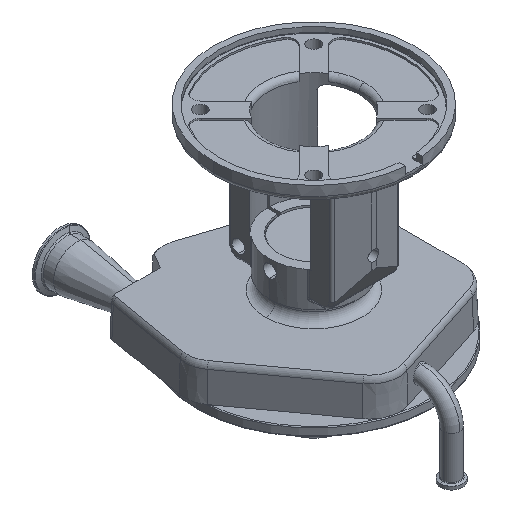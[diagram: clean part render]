
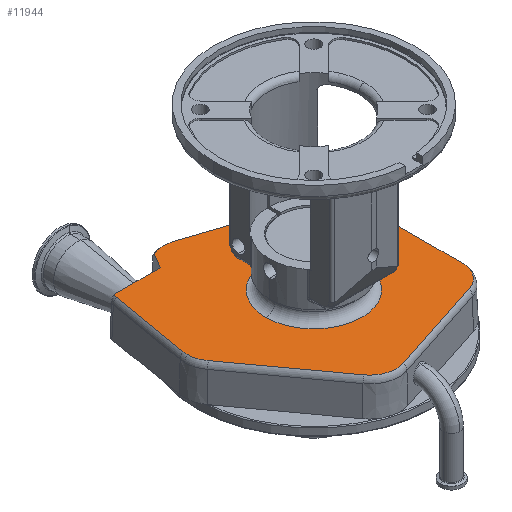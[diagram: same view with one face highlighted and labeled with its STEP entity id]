
A CAD part, isometric view. The second image highlights one B-rep face of the part: STEP entity #11944.
In plain terms, the highlighted planar face has unit normal (0, 0, 1).
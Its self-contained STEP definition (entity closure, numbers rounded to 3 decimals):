
#9 = CIRCLE ( 'NONE', #1839, 31.169 ) ;
#55 = CARTESIAN_POINT ( 'NONE',  ( -56.311, 126.782, -189. ) ) ;
#58 = VECTOR ( 'NONE', #11569, 1000. ) ;
#85 = DIRECTION ( 'NONE',  ( 1., 0., 0. ) ) ;
#791 = CARTESIAN_POINT ( 'NONE',  ( -113.59, 104.914, -189. ) ) ;
#860 = VECTOR ( 'NONE', #7391, 1000. ) ;
#868 = CARTESIAN_POINT ( 'NONE',  ( -42.176, 98.881, -189. ) ) ;
#904 = LINE ( 'NONE', #12654, #11320 ) ;
#938 = CIRCLE ( 'NONE', #2529, 55. ) ;
#1143 = VERTEX_POINT ( 'NONE', #12872 ) ;
#1305 = VERTEX_POINT ( 'NONE', #12391 ) ;
#1329 = DIRECTION ( 'NONE',  ( -0.588, 0.809, 0. ) ) ;
#1360 = VECTOR ( 'NONE', #11036, 1000. ) ;
#1465 = ORIENTED_EDGE ( 'NONE', *, *, #6000, .F. ) ;
#1575 = AXIS2_PLACEMENT_3D ( 'NONE', #5783, #13371, #10050 ) ;
#1682 = ORIENTED_EDGE ( 'NONE', *, *, #4096, .F. ) ;
#1839 = AXIS2_PLACEMENT_3D ( 'NONE', #868, #7361, #12834 ) ;
#1849 = EDGE_CURVE ( 'NONE', #1887, #7098, #2409, .T. ) ;
#1887 = VERTEX_POINT ( 'NONE', #3592 ) ;
#2049 = ORIENTED_EDGE ( 'NONE', *, *, #13394, .F. ) ;
#2052 = CARTESIAN_POINT ( 'NONE',  ( -21.115, -124.274, -189. ) ) ;
#2213 = DIRECTION ( 'NONE',  ( 0., 0., -1. ) ) ;
#2306 = CIRCLE ( 'NONE', #10267, 31.169 ) ;
#2356 = CIRCLE ( 'NONE', #4167, 31.169 ) ;
#2409 = LINE ( 'NONE', #11084, #7022 ) ;
#2522 = CIRCLE ( 'NONE', #7320, 228.831 ) ;
#2529 = AXIS2_PLACEMENT_3D ( 'NONE', #12753, #9622, #2933 ) ;
#2567 = CIRCLE ( 'NONE', #3479, 31.169 ) ;
#2870 = CARTESIAN_POINT ( 'NONE',  ( 111.666, 58.485, -189. ) ) ;
#2890 = EDGE_CURVE ( 'NONE', #10875, #3759, #2522, .T. ) ;
#2899 = LINE ( 'NONE', #9597, #860 ) ;
#2902 = DIRECTION ( 'NONE',  ( 0.95, -0.313, 0. ) ) ;
#2914 = DIRECTION ( 'NONE',  ( 0., 0., -1. ) ) ;
#2933 = DIRECTION ( 'NONE',  ( 1., 0., 0. ) ) ;
#3054 = VERTEX_POINT ( 'NONE', #6038 ) ;
#3202 = CARTESIAN_POINT ( 'NONE',  ( -105.659, 8.501, -189. ) ) ;
#3228 = ORIENTED_EDGE ( 'NONE', *, *, #9763, .F. ) ;
#3313 = CARTESIAN_POINT ( 'NONE',  ( 90.129, -88.128, -189. ) ) ;
#3364 = CARTESIAN_POINT ( 'NONE',  ( -151.359, -74.059, -189. ) ) ;
#3394 = DIRECTION ( 'NONE',  ( 1., 0., 0. ) ) ;
#3479 = AXIS2_PLACEMENT_3D ( 'NONE', #3202, #12964, #9688 ) ;
#3510 = DIRECTION ( 'NONE',  ( 0.168, 0.986, 0. ) ) ;
#3581 = CARTESIAN_POINT ( 'NONE',  ( 80.497, 58.485, -189. ) ) ;
#3585 = DIRECTION ( 'NONE',  ( 0., 0., 1. ) ) ;
#3592 = CARTESIAN_POINT ( 'NONE',  ( -55.966, -112.948, -189. ) ) ;
#3759 = VERTEX_POINT ( 'NONE', #4763 ) ;
#3773 = DIRECTION ( 'NONE',  ( 0., 0., -1. ) ) ;
#3835 = EDGE_CURVE ( 'NONE', #1305, #13472, #7550, .T. ) ;
#3847 = CARTESIAN_POINT ( 'NONE',  ( 80.497, -58.485, -189. ) ) ;
#3972 = CARTESIAN_POINT ( 'NONE',  ( -30.747, -94.63, -189. ) ) ;
#4096 = EDGE_CURVE ( 'NONE', #9677, #1305, #2899, .T. ) ;
#4167 = AXIS2_PLACEMENT_3D ( 'NONE', #3972, #4246, #11719 ) ;
#4210 = LINE ( 'NONE', #13710, #58 ) ;
#4246 = DIRECTION ( 'NONE',  ( 0., 0., -1. ) ) ;
#4312 = VERTEX_POINT ( 'NONE', #6952 ) ;
#4365 = AXIS2_PLACEMENT_3D ( 'NONE', #3847, #3773, #11318 ) ;
#4763 = CARTESIAN_POINT ( 'NONE',  ( -54.056, 127.697, -189. ) ) ;
#4874 = ORIENTED_EDGE ( 'NONE', *, *, #10828, .F. ) ;
#5033 = VERTEX_POINT ( 'NONE', #10437 ) ;
#5098 = VERTEX_POINT ( 'NONE', #7694 ) ;
#5105 = ORIENTED_EDGE ( 'NONE', *, *, #2890, .F. ) ;
#5238 = PLANE ( 'NONE',  #11394 ) ;
#5567 = LINE ( 'NONE', #9965, #1360 ) ;
#5608 = DIRECTION ( 'NONE',  ( 0., 0., -1. ) ) ;
#5616 = EDGE_CURVE ( 'NONE', #5828, #1143, #2567, .T. ) ;
#5659 = LINE ( 'NONE', #3364, #5953 ) ;
#5751 = CARTESIAN_POINT ( 'NONE',  ( -141.268, 339.257, -189. ) ) ;
#5783 = CARTESIAN_POINT ( 'NONE',  ( 0., 0., -189. ) ) ;
#5828 = VERTEX_POINT ( 'NONE', #8195 ) ;
#5953 = VECTOR ( 'NONE', #3510, 1000. ) ;
#5962 = VERTEX_POINT ( 'NONE', #10402 ) ;
#6000 = EDGE_CURVE ( 'NONE', #5033, #5098, #8958, .T. ) ;
#6038 = CARTESIAN_POINT ( 'NONE',  ( -55., 0., -189. ) ) ;
#6125 = CARTESIAN_POINT ( 'NONE',  ( -105.659, 8.501, -189. ) ) ;
#6155 = AXIS2_PLACEMENT_3D ( 'NONE', #6125, #2914, #85 ) ;
#6176 = CARTESIAN_POINT ( 'NONE',  ( 0., 175., -189. ) ) ;
#6345 = DIRECTION ( 'NONE',  ( -0.5, -0.866, 0. ) ) ;
#6376 = CARTESIAN_POINT ( 'NONE',  ( 55., 0., -189. ) ) ;
#6621 = ORIENTED_EDGE ( 'NONE', *, *, #1849, .F. ) ;
#6952 = CARTESIAN_POINT ( 'NONE',  ( -66., 110., -189. ) ) ;
#7022 = VECTOR ( 'NONE', #1329, 1000. ) ;
#7056 = EDGE_LOOP ( 'NONE', ( #10208, #3228 ) ) ;
#7098 = VERTEX_POINT ( 'NONE', #7431 ) ;
#7320 = AXIS2_PLACEMENT_3D ( 'NONE', #5751, #3585, #10082 ) ;
#7361 = DIRECTION ( 'NONE',  ( 0., 0., -1. ) ) ;
#7391 = DIRECTION ( 'NONE',  ( 0., -1., 0. ) ) ;
#7431 = CARTESIAN_POINT ( 'NONE',  ( -130.877, -9.817, -189. ) ) ;
#7487 = CIRCLE ( 'NONE', #1575, 55. ) ;
#7550 = CIRCLE ( 'NONE', #4365, 31.169 ) ;
#7667 = ORIENTED_EDGE ( 'NONE', *, *, #5616, .F. ) ;
#7694 = CARTESIAN_POINT ( 'NONE',  ( -118.603, 110., -189. ) ) ;
#7822 = ORIENTED_EDGE ( 'NONE', *, *, #10390, .F. ) ;
#8028 = ORIENTED_EDGE ( 'NONE', *, *, #13776, .F. ) ;
#8065 = VERTEX_POINT ( 'NONE', #13481 ) ;
#8143 = ORIENTED_EDGE ( 'NONE', *, *, #11326, .T. ) ;
#8195 = CARTESIAN_POINT ( 'NONE',  ( -136.828, 8.501, -189. ) ) ;
#8308 = FACE_OUTER_BOUND ( 'NONE', #11302, .T. ) ;
#8958 = CIRCLE ( 'NONE', #11914, 7.141 ) ;
#9228 = DIRECTION ( 'NONE',  ( 1., 0., 0. ) ) ;
#9584 = FACE_BOUND ( 'NONE', #7056, .T. ) ;
#9597 = CARTESIAN_POINT ( 'NONE',  ( 111.666, -94.63, -189. ) ) ;
#9622 = DIRECTION ( 'NONE',  ( 0., 0., 1. ) ) ;
#9677 = VERTEX_POINT ( 'NONE', #2870 ) ;
#9688 = DIRECTION ( 'NONE',  ( 1., 0., 0. ) ) ;
#9763 = EDGE_CURVE ( 'NONE', #3054, #12444, #938, .T. ) ;
#9965 = CARTESIAN_POINT ( 'NONE',  ( 0., 110., -189. ) ) ;
#10050 = DIRECTION ( 'NONE',  ( 1., 0., 0. ) ) ;
#10082 = DIRECTION ( 'NONE',  ( -1., 0., 0. ) ) ;
#10160 = EDGE_CURVE ( 'NONE', #7098, #5828, #12531, .T. ) ;
#10208 = ORIENTED_EDGE ( 'NONE', *, *, #10973, .F. ) ;
#10267 = AXIS2_PLACEMENT_3D ( 'NONE', #3581, #5608, #9228 ) ;
#10390 = EDGE_CURVE ( 'NONE', #5962, #9677, #2306, .T. ) ;
#10402 = CARTESIAN_POINT ( 'NONE',  ( 90.246, 88.09, -189. ) ) ;
#10437 = CARTESIAN_POINT ( 'NONE',  ( -120.629, 106.114, -189. ) ) ;
#10557 = CARTESIAN_POINT ( 'NONE',  ( -21.354, 187.329, -189. ) ) ;
#10810 = ORIENTED_EDGE ( 'NONE', *, *, #11336, .T. ) ;
#10814 = ORIENTED_EDGE ( 'NONE', *, *, #12110, .F. ) ;
#10828 = EDGE_CURVE ( 'NONE', #3759, #8065, #9, .T. ) ;
#10875 = VERTEX_POINT ( 'NONE', #55 ) ;
#10973 = EDGE_CURVE ( 'NONE', #12444, #3054, #7487, .T. ) ;
#11036 = DIRECTION ( 'NONE',  ( -1., 0., 0. ) ) ;
#11084 = CARTESIAN_POINT ( 'NONE',  ( -55.966, -112.948, -189. ) ) ;
#11226 = ORIENTED_EDGE ( 'NONE', *, *, #3835, .F. ) ;
#11302 = EDGE_LOOP ( 'NONE', ( #5105, #8143, #10810, #1465, #10814, #7667, #12830, #6621, #2049, #8028, #11226, #1682, #7822, #12097, #4874 ) ) ;
#11318 = DIRECTION ( 'NONE',  ( 1., 0., 0. ) ) ;
#11320 = VECTOR ( 'NONE', #2902, 1000. ) ;
#11326 = EDGE_CURVE ( 'NONE', #10875, #4312, #11962, .T. ) ;
#11336 = EDGE_CURVE ( 'NONE', #4312, #5098, #5567, .T. ) ;
#11394 = AXIS2_PLACEMENT_3D ( 'NONE', #6176, #13847, #12639 ) ;
#11569 = DIRECTION ( 'NONE',  ( -0.951, -0.309, 0. ) ) ;
#11719 = DIRECTION ( 'NONE',  ( 1., 0., 0. ) ) ;
#11914 = AXIS2_PLACEMENT_3D ( 'NONE', #791, #2213, #3394 ) ;
#11944 = ADVANCED_FACE ( 'NONE', ( #9584, #8308 ), #5238, .T. ) ;
#11962 = LINE ( 'NONE', #10557, #13863 ) ;
#12097 = ORIENTED_EDGE ( 'NONE', *, *, #12146, .F. ) ;
#12110 = EDGE_CURVE ( 'NONE', #1143, #5033, #5659, .T. ) ;
#12146 = EDGE_CURVE ( 'NONE', #8065, #5962, #904, .T. ) ;
#12189 = VERTEX_POINT ( 'NONE', #2052 ) ;
#12391 = CARTESIAN_POINT ( 'NONE',  ( 111.666, -58.485, -189. ) ) ;
#12444 = VERTEX_POINT ( 'NONE', #6376 ) ;
#12531 = CIRCLE ( 'NONE', #6155, 31.169 ) ;
#12639 = DIRECTION ( 'NONE',  ( 1., 0., 0. ) ) ;
#12654 = CARTESIAN_POINT ( 'NONE',  ( 35.373, 106.16, -189. ) ) ;
#12753 = CARTESIAN_POINT ( 'NONE',  ( 0., 0., -189. ) ) ;
#12830 = ORIENTED_EDGE ( 'NONE', *, *, #10160, .F. ) ;
#12834 = DIRECTION ( 'NONE',  ( 1., 0., 0. ) ) ;
#12872 = CARTESIAN_POINT ( 'NONE',  ( -136.384, 13.741, -189. ) ) ;
#12964 = DIRECTION ( 'NONE',  ( 0., 0., -1. ) ) ;
#13371 = DIRECTION ( 'NONE',  ( 0., 0., 1. ) ) ;
#13394 = EDGE_CURVE ( 'NONE', #12189, #1887, #2356, .T. ) ;
#13472 = VERTEX_POINT ( 'NONE', #3313 ) ;
#13481 = CARTESIAN_POINT ( 'NONE',  ( -32.427, 128.486, -189. ) ) ;
#13710 = CARTESIAN_POINT ( 'NONE',  ( -21.115, -124.274, -189. ) ) ;
#13776 = EDGE_CURVE ( 'NONE', #13472, #12189, #4210, .T. ) ;
#13847 = DIRECTION ( 'NONE',  ( 0., 0., 1. ) ) ;
#13863 = VECTOR ( 'NONE', #6345, 1000. ) ;
